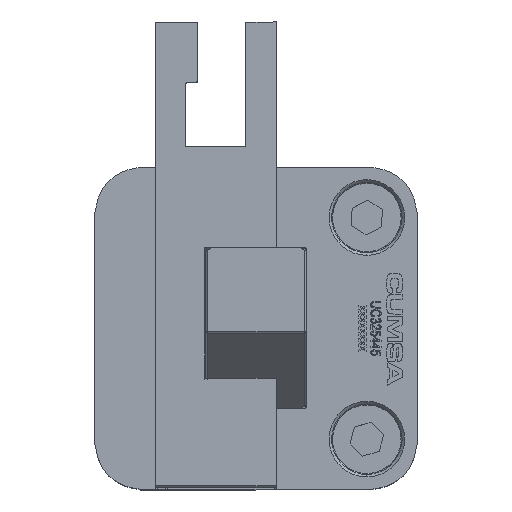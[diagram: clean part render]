
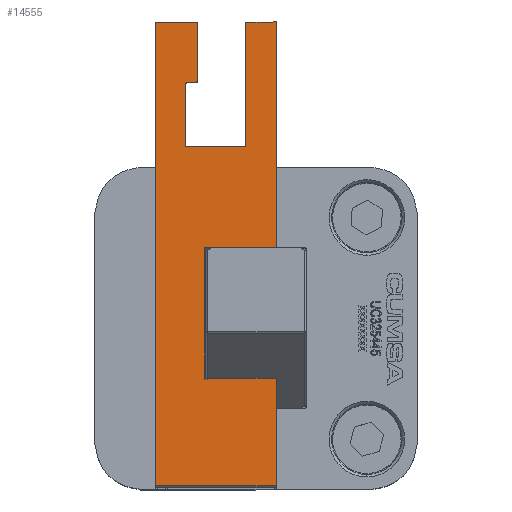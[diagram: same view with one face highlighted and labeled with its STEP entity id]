
A CAD part, top view. The second image highlights one B-rep face of the part: STEP entity #14555.
In plain terms, the highlighted face is planar.
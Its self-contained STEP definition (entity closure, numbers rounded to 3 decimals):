
#286 = CARTESIAN_POINT ( 'NONE',  ( 8., -6., -23.1 ) ) ;
#433 = ORIENTED_EDGE ( 'NONE', *, *, #14097, .F. ) ;
#500 = DIRECTION ( 'NONE',  ( 0., 0., 1. ) ) ;
#545 = EDGE_CURVE ( 'NONE', #22436, #15681, #5638, .T. ) ;
#959 = ORIENTED_EDGE ( 'NONE', *, *, #15339, .T. ) ;
#1376 = LINE ( 'NONE', #24203, #16329 ) ;
#2102 = CARTESIAN_POINT ( 'NONE',  ( 8., 1.8, -17.1 ) ) ;
#2125 = DIRECTION ( 'NONE',  ( 0., 0., 1. ) ) ;
#2303 = DIRECTION ( 'NONE',  ( 0., 0., -1. ) ) ;
#2527 = DIRECTION ( 'NONE',  ( 0., 1., 0. ) ) ;
#2723 = LINE ( 'NONE', #27354, #19519 ) ;
#2757 = CARTESIAN_POINT ( 'NONE',  ( 8., 6., -23.1 ) ) ;
#3046 = DIRECTION ( 'NONE',  ( 0., -1., 0. ) ) ;
#3328 = ORIENTED_EDGE ( 'NONE', *, *, #6562, .T. ) ;
#3451 = CARTESIAN_POINT ( 'NONE',  ( 8., 1.1, 12.233 ) ) ;
#3773 = CARTESIAN_POINT ( 'NONE',  ( 8., 1.1, 12.233 ) ) ;
#3830 = EDGE_CURVE ( 'NONE', #9092, #25786, #13501, .T. ) ;
#3854 = CIRCLE ( 'NONE', #14984, 0.2 ) ;
#4512 = DIRECTION ( 'NONE',  ( 0., 0., 1. ) ) ;
#4948 = EDGE_CURVE ( 'NONE', #7934, #18267, #20711, .T. ) ;
#5062 = DIRECTION ( 'NONE',  ( 0., 0., 1. ) ) ;
#5397 = ORIENTED_EDGE ( 'NONE', *, *, #6734, .T. ) ;
#5638 = LINE ( 'NONE', #10860, #6732 ) ;
#5914 = VECTOR ( 'NONE', #18552, 1000. ) ;
#6290 = EDGE_CURVE ( 'NONE', #7009, #28882, #19889, .T. ) ;
#6314 = VECTOR ( 'NONE', #2527, 1000. ) ;
#6455 = CARTESIAN_POINT ( 'NONE',  ( 8., 3., -10.7 ) ) ;
#6562 = EDGE_CURVE ( 'NONE', #9092, #19714, #13213, .T. ) ;
#6729 = DIRECTION ( 'NONE',  ( 0., 0., -1. ) ) ;
#6732 = VECTOR ( 'NONE', #14128, 1000. ) ;
#6734 = EDGE_CURVE ( 'NONE', #29443, #14643, #19461, .T. ) ;
#6747 = CARTESIAN_POINT ( 'NONE',  ( 8., -2.8, -10.7 ) ) ;
#6796 = AXIS2_PLACEMENT_3D ( 'NONE', #9030, #27657, #2125 ) ;
#6812 = EDGE_CURVE ( 'NONE', #22886, #25786, #14321, .T. ) ;
#6907 = VECTOR ( 'NONE', #9009, 1000. ) ;
#7009 = VERTEX_POINT ( 'NONE', #21788 ) ;
#7545 = LINE ( 'NONE', #3773, #18486 ) ;
#7589 = VERTEX_POINT ( 'NONE', #9136 ) ;
#7617 = DIRECTION ( 'NONE',  ( 0., -1., 0. ) ) ;
#7934 = VERTEX_POINT ( 'NONE', #20252 ) ;
#8033 = CARTESIAN_POINT ( 'NONE',  ( 8., -6., -0.7 ) ) ;
#8113 = ORIENTED_EDGE ( 'NONE', *, *, #23616, .F. ) ;
#8324 = LINE ( 'NONE', #3451, #13058 ) ;
#8420 = ORIENTED_EDGE ( 'NONE', *, *, #10909, .T. ) ;
#8450 = EDGE_CURVE ( 'NONE', #19551, #14643, #1376, .T. ) ;
#8456 = VECTOR ( 'NONE', #23138, 1000. ) ;
#8776 = DIRECTION ( 'NONE',  ( 1., 0., 0. ) ) ;
#8905 = CARTESIAN_POINT ( 'NONE',  ( 8., -6., 23.1 ) ) ;
#9009 = DIRECTION ( 'NONE',  ( 0., 1., 0. ) ) ;
#9030 = CARTESIAN_POINT ( 'NONE',  ( 8., 2.8, -10.9 ) ) ;
#9074 = CARTESIAN_POINT ( 'NONE',  ( 8., -6., 23.1 ) ) ;
#9092 = VERTEX_POINT ( 'NONE', #23779 ) ;
#9136 = CARTESIAN_POINT ( 'NONE',  ( 8., -6., 22.9 ) ) ;
#9466 = ORIENTED_EDGE ( 'NONE', *, *, #6290, .T. ) ;
#9866 = CARTESIAN_POINT ( 'NONE',  ( 8., 1.1, -0.7 ) ) ;
#9941 = LINE ( 'NONE', #13747, #8456 ) ;
#10171 = LINE ( 'NONE', #2102, #6907 ) ;
#10714 = VECTOR ( 'NONE', #7617, 1000. ) ;
#10860 = CARTESIAN_POINT ( 'NONE',  ( 8., -6., -23.1 ) ) ;
#10909 = EDGE_CURVE ( 'NONE', #19551, #7589, #22147, .T. ) ;
#10980 = CARTESIAN_POINT ( 'NONE',  ( 8., -6., 22.9 ) ) ;
#11018 = AXIS2_PLACEMENT_3D ( 'NONE', #9074, #18461, #4512 ) ;
#11632 = LINE ( 'NONE', #8905, #21547 ) ;
#11977 = CARTESIAN_POINT ( 'NONE',  ( 8., -2.8, -10.9 ) ) ;
#12663 = FACE_OUTER_BOUND ( 'NONE', #19264, .T. ) ;
#12945 = EDGE_CURVE ( 'NONE', #16518, #19714, #27028, .T. ) ;
#13058 = VECTOR ( 'NONE', #3046, 1000. ) ;
#13213 = CIRCLE ( 'NONE', #6796, 0.2 ) ;
#13376 = ORIENTED_EDGE ( 'NONE', *, *, #545, .T. ) ;
#13453 = CARTESIAN_POINT ( 'NONE',  ( 8., 2., -17.3 ) ) ;
#13501 = LINE ( 'NONE', #6455, #29532 ) ;
#13747 = CARTESIAN_POINT ( 'NONE',  ( 8., 1.8, -23.1 ) ) ;
#13996 = CARTESIAN_POINT ( 'NONE',  ( 8., -3., -23.1 ) ) ;
#14064 = ORIENTED_EDGE ( 'NONE', *, *, #26761, .F. ) ;
#14097 = EDGE_CURVE ( 'NONE', #7934, #14796, #10171, .T. ) ;
#14128 = DIRECTION ( 'NONE',  ( 0., 1., 0. ) ) ;
#14321 = CIRCLE ( 'NONE', #25133, 0.2 ) ;
#14555 = ADVANCED_FACE ( 'NONE', ( #12663 ), #16536, .F. ) ;
#14643 = VERTEX_POINT ( 'NONE', #2757 ) ;
#14796 = VERTEX_POINT ( 'NONE', #20092 ) ;
#14984 = AXIS2_PLACEMENT_3D ( 'NONE', #26145, #28678, #500 ) ;
#15254 = ORIENTED_EDGE ( 'NONE', *, *, #3830, .F. ) ;
#15278 = ORIENTED_EDGE ( 'NONE', *, *, #20967, .T. ) ;
#15286 = DIRECTION ( 'NONE',  ( 0., -1., 0. ) ) ;
#15339 = EDGE_CURVE ( 'NONE', #16518, #14796, #3854, .T. ) ;
#15681 = VERTEX_POINT ( 'NONE', #13996 ) ;
#16329 = VECTOR ( 'NONE', #28467, 1000. ) ;
#16518 = VERTEX_POINT ( 'NONE', #18413 ) ;
#16536 = PLANE ( 'NONE',  #11018 ) ;
#16917 = ORIENTED_EDGE ( 'NONE', *, *, #18387, .F. ) ;
#17004 = CARTESIAN_POINT ( 'NONE',  ( 8., -3., -10.9 ) ) ;
#17400 = VECTOR ( 'NONE', #15286, 1000. ) ;
#17972 = DIRECTION ( 'NONE',  ( 0., -1., 0. ) ) ;
#18267 = VERTEX_POINT ( 'NONE', #28402 ) ;
#18269 = DIRECTION ( 'NONE',  ( 0., 0., 1. ) ) ;
#18387 = EDGE_CURVE ( 'NONE', #21269, #21015, #8324, .T. ) ;
#18413 = CARTESIAN_POINT ( 'NONE',  ( 8., 3., -16.9 ) ) ;
#18457 = ORIENTED_EDGE ( 'NONE', *, *, #29793, .T. ) ;
#18461 = DIRECTION ( 'NONE',  ( -1., 0., 0. ) ) ;
#18486 = VECTOR ( 'NONE', #22418, 1000. ) ;
#18552 = DIRECTION ( 'NONE',  ( 0., 0., 1. ) ) ;
#18557 = ORIENTED_EDGE ( 'NONE', *, *, #4948, .T. ) ;
#18638 = AXIS2_PLACEMENT_3D ( 'NONE', #13453, #8776, #18269 ) ;
#19040 = DIRECTION ( 'NONE',  ( -1., 0., 0. ) ) ;
#19074 = CARTESIAN_POINT ( 'NONE',  ( 8., 6., 22.9 ) ) ;
#19264 = EDGE_LOOP ( 'NONE', ( #29741, #8420, #18457, #16917, #14064, #9466, #15278, #13376, #26861, #29402, #15254, #3328, #28356, #959, #433, #18557, #8113, #5397 ) ) ;
#19461 = LINE ( 'NONE', #286, #6314 ) ;
#19519 = VECTOR ( 'NONE', #29384, 1000. ) ;
#19551 = VERTEX_POINT ( 'NONE', #19074 ) ;
#19714 = VERTEX_POINT ( 'NONE', #28407 ) ;
#19889 = LINE ( 'NONE', #9866, #10714 ) ;
#20092 = CARTESIAN_POINT ( 'NONE',  ( 8., 2.8, -17.1 ) ) ;
#20252 = CARTESIAN_POINT ( 'NONE',  ( 8., 2., -17.1 ) ) ;
#20711 = CIRCLE ( 'NONE', #18638, 0.2 ) ;
#20967 = EDGE_CURVE ( 'NONE', #28882, #22436, #11632, .T. ) ;
#21015 = VERTEX_POINT ( 'NONE', #28151 ) ;
#21077 = VECTOR ( 'NONE', #6729, 1000. ) ;
#21269 = VERTEX_POINT ( 'NONE', #22766 ) ;
#21279 = CARTESIAN_POINT ( 'NONE',  ( 8., -6., -23.1 ) ) ;
#21547 = VECTOR ( 'NONE', #2303, 1000. ) ;
#21734 = EDGE_CURVE ( 'NONE', #22886, #15681, #29059, .T. ) ;
#21788 = CARTESIAN_POINT ( 'NONE',  ( 8., 1.1, -0.7 ) ) ;
#22147 = LINE ( 'NONE', #10980, #17400 ) ;
#22418 = DIRECTION ( 'NONE',  ( 0., 0., 1. ) ) ;
#22436 = VERTEX_POINT ( 'NONE', #21279 ) ;
#22766 = CARTESIAN_POINT ( 'NONE',  ( 8., 1.1, 12.233 ) ) ;
#22886 = VERTEX_POINT ( 'NONE', #17004 ) ;
#22939 = CARTESIAN_POINT ( 'NONE',  ( 8., 3., -17.1 ) ) ;
#23138 = DIRECTION ( 'NONE',  ( 0., 0., 1. ) ) ;
#23616 = EDGE_CURVE ( 'NONE', #29443, #18267, #9941, .T. ) ;
#23779 = CARTESIAN_POINT ( 'NONE',  ( 8., 2.8, -10.7 ) ) ;
#24203 = CARTESIAN_POINT ( 'NONE',  ( 8., 6., 23.1 ) ) ;
#25133 = AXIS2_PLACEMENT_3D ( 'NONE', #11977, #19040, #5062 ) ;
#25786 = VERTEX_POINT ( 'NONE', #6747 ) ;
#26145 = CARTESIAN_POINT ( 'NONE',  ( 8., 2.8, -16.9 ) ) ;
#26761 = EDGE_CURVE ( 'NONE', #7009, #21269, #7545, .T. ) ;
#26861 = ORIENTED_EDGE ( 'NONE', *, *, #21734, .F. ) ;
#27028 = LINE ( 'NONE', #22939, #5914 ) ;
#27318 = CARTESIAN_POINT ( 'NONE',  ( 8., 1.8, -23.1 ) ) ;
#27354 = CARTESIAN_POINT ( 'NONE',  ( 8., -6., 23.1 ) ) ;
#27657 = DIRECTION ( 'NONE',  ( -1., 0., 0. ) ) ;
#28151 = CARTESIAN_POINT ( 'NONE',  ( 8., -6., 12.233 ) ) ;
#28356 = ORIENTED_EDGE ( 'NONE', *, *, #12945, .F. ) ;
#28402 = CARTESIAN_POINT ( 'NONE',  ( 8., 1.8, -17.3 ) ) ;
#28407 = CARTESIAN_POINT ( 'NONE',  ( 8., 3., -10.9 ) ) ;
#28467 = DIRECTION ( 'NONE',  ( 0., 0., -1. ) ) ;
#28678 = DIRECTION ( 'NONE',  ( -1., 0., 0. ) ) ;
#28882 = VERTEX_POINT ( 'NONE', #8033 ) ;
#29059 = LINE ( 'NONE', #30022, #21077 ) ;
#29384 = DIRECTION ( 'NONE',  ( 0., 0., -1. ) ) ;
#29402 = ORIENTED_EDGE ( 'NONE', *, *, #6812, .T. ) ;
#29443 = VERTEX_POINT ( 'NONE', #27318 ) ;
#29532 = VECTOR ( 'NONE', #17972, 1000. ) ;
#29741 = ORIENTED_EDGE ( 'NONE', *, *, #8450, .F. ) ;
#29793 = EDGE_CURVE ( 'NONE', #7589, #21015, #2723, .T. ) ;
#30022 = CARTESIAN_POINT ( 'NONE',  ( 8., -3., -10.7 ) ) ;
